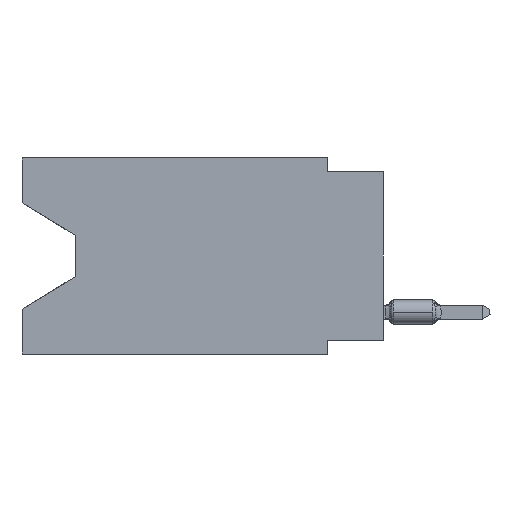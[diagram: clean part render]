
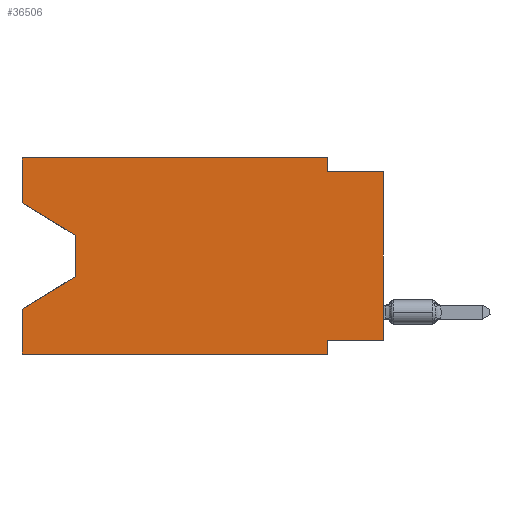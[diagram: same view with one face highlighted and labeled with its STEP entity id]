
A CAD part, left-side view. The second image highlights one B-rep face of the part: STEP entity #36506.
In plain terms, the highlighted planar face has unit normal (-1, 0, 0).
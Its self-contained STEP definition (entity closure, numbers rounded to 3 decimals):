
#442 = CARTESIAN_POINT ( 'NONE',  ( 0., 16.383, 0. ) ) ;
#469 = CARTESIAN_POINT ( 'NONE',  ( 0., 13.97, -5.385 ) ) ;
#496 = VERTEX_POINT ( 'NONE', #17190 ) ;
#1733 = CARTESIAN_POINT ( 'NONE',  ( 0., 0., -0.635 ) ) ;
#2566 = ORIENTED_EDGE ( 'NONE', *, *, #34295, .T. ) ;
#2744 = CARTESIAN_POINT ( 'NONE',  ( 0., 2.54, -0.635 ) ) ;
#2762 = VECTOR ( 'NONE', #4309, 1000. ) ;
#3135 = ORIENTED_EDGE ( 'NONE', *, *, #35715, .F. ) ;
#3351 = VERTEX_POINT ( 'NONE', #25409 ) ;
#3899 = ORIENTED_EDGE ( 'NONE', *, *, #10046, .F. ) ;
#4299 = FACE_OUTER_BOUND ( 'NONE', #25081, .T. ) ;
#4309 = DIRECTION ( 'NONE',  ( 0., 0., -1. ) ) ;
#4732 = LINE ( 'NONE', #29696, #49512 ) ;
#5198 = CARTESIAN_POINT ( 'NONE',  ( 0., 16.383, -8.89 ) ) ;
#5754 = CARTESIAN_POINT ( 'NONE',  ( 0., 2.54, -8.255 ) ) ;
#6787 = CARTESIAN_POINT ( 'NONE',  ( 0., 16.383, -6.852 ) ) ;
#6830 = VECTOR ( 'NONE', #52176, 1000. ) ;
#6988 = ORIENTED_EDGE ( 'NONE', *, *, #23963, .T. ) ;
#10046 = EDGE_CURVE ( 'NONE', #12413, #39719, #10810, .T. ) ;
#10810 = LINE ( 'NONE', #27540, #21086 ) ;
#10915 = AXIS2_PLACEMENT_3D ( 'NONE', #442, #37507, #17709 ) ;
#11474 = CARTESIAN_POINT ( 'NONE',  ( 0., 16.383, 0. ) ) ;
#11603 = VECTOR ( 'NONE', #43341, 1000. ) ;
#12182 = DIRECTION ( 'NONE',  ( 0., 1., 0. ) ) ;
#12413 = VERTEX_POINT ( 'NONE', #13704 ) ;
#13461 = LINE ( 'NONE', #30175, #11603 ) ;
#13704 = CARTESIAN_POINT ( 'NONE',  ( 0., 0., -8.255 ) ) ;
#13961 = VECTOR ( 'NONE', #45897, 1000. ) ;
#14048 = VERTEX_POINT ( 'NONE', #26366 ) ;
#15656 = DIRECTION ( 'NONE',  ( 0., 0., 1. ) ) ;
#15972 = VECTOR ( 'NONE', #23405, 1000. ) ;
#16558 = LINE ( 'NONE', #5198, #17834 ) ;
#17187 = EDGE_CURVE ( 'NONE', #14048, #496, #13461, .T. ) ;
#17190 = CARTESIAN_POINT ( 'NONE',  ( 0., 2.54, 0. ) ) ;
#17709 = DIRECTION ( 'NONE',  ( 0., 0., -1. ) ) ;
#17834 = VECTOR ( 'NONE', #49983, 1000. ) ;
#18375 = EDGE_CURVE ( 'NONE', #25390, #31211, #16558, .T. ) ;
#19183 = DIRECTION ( 'NONE',  ( 0., 0., 1. ) ) ;
#19276 = LINE ( 'NONE', #1733, #15972 ) ;
#20402 = DIRECTION ( 'NONE',  ( 0., 0., -1. ) ) ;
#21086 = VECTOR ( 'NONE', #12182, 1000. ) ;
#21797 = VERTEX_POINT ( 'NONE', #2744 ) ;
#21841 = CARTESIAN_POINT ( 'NONE',  ( 0., 2.54, -8.89 ) ) ;
#21997 = ORIENTED_EDGE ( 'NONE', *, *, #18375, .T. ) ;
#22847 = LINE ( 'NONE', #27220, #6830 ) ;
#23405 = DIRECTION ( 'NONE',  ( 0., -1., 0. ) ) ;
#23709 = LINE ( 'NONE', #44808, #51139 ) ;
#23963 = EDGE_CURVE ( 'NONE', #12413, #28874, #52457, .T. ) ;
#25081 = EDGE_LOOP ( 'NONE', ( #2566, #32326, #41032, #54064, #21997, #37178, #3899, #6988, #26024, #3135, #30875, #52283 ) ) ;
#25390 = VERTEX_POINT ( 'NONE', #35548 ) ;
#25409 = CARTESIAN_POINT ( 'NONE',  ( 0., 13.97, -3.505 ) ) ;
#26024 = ORIENTED_EDGE ( 'NONE', *, *, #51391, .F. ) ;
#26366 = CARTESIAN_POINT ( 'NONE',  ( 0., 16.383, 0. ) ) ;
#27220 = CARTESIAN_POINT ( 'NONE',  ( 0., 16.383, 0. ) ) ;
#27540 = CARTESIAN_POINT ( 'NONE',  ( 0., 0., -8.255 ) ) ;
#27941 = LINE ( 'NONE', #11474, #51024 ) ;
#28364 = DIRECTION ( 'NONE',  ( 0., -0.855, -0.519 ) ) ;
#28813 = CARTESIAN_POINT ( 'NONE',  ( 0., 0., 0. ) ) ;
#28874 = VERTEX_POINT ( 'NONE', #47265 ) ;
#29696 = CARTESIAN_POINT ( 'NONE',  ( 0., 2.54, 0. ) ) ;
#29778 = PLANE ( 'NONE',  #10915 ) ;
#29804 = VERTEX_POINT ( 'NONE', #6787 ) ;
#29878 = CARTESIAN_POINT ( 'NONE',  ( 0., 13.97, -5.385 ) ) ;
#30175 = CARTESIAN_POINT ( 'NONE',  ( 0., 16.383, 0. ) ) ;
#30875 = ORIENTED_EDGE ( 'NONE', *, *, #17187, .F. ) ;
#31211 = VERTEX_POINT ( 'NONE', #21841 ) ;
#32023 = VECTOR ( 'NONE', #15656, 1000. ) ;
#32326 = ORIENTED_EDGE ( 'NONE', *, *, #40784, .T. ) ;
#32449 = EDGE_CURVE ( 'NONE', #43026, #14048, #22847, .T. ) ;
#33021 = LINE ( 'NONE', #48916, #13961 ) ;
#33397 = DIRECTION ( 'NONE',  ( 0., 0.855, -0.519 ) ) ;
#34295 = EDGE_CURVE ( 'NONE', #43026, #3351, #23709, .T. ) ;
#35548 = CARTESIAN_POINT ( 'NONE',  ( 0., 16.383, -8.89 ) ) ;
#35715 = EDGE_CURVE ( 'NONE', #496, #21797, #4732, .T. ) ;
#36506 = ADVANCED_FACE ( 'NONE', ( #4299 ), #29778, .F. ) ;
#37178 = ORIENTED_EDGE ( 'NONE', *, *, #50850, .F. ) ;
#37507 = DIRECTION ( 'NONE',  ( 1., 0., 0. ) ) ;
#38042 = LINE ( 'NONE', #469, #48302 ) ;
#38834 = CARTESIAN_POINT ( 'NONE',  ( 0., 2.54, -8.89 ) ) ;
#39719 = VERTEX_POINT ( 'NONE', #5754 ) ;
#40784 = EDGE_CURVE ( 'NONE', #3351, #43824, #33021, .T. ) ;
#41032 = ORIENTED_EDGE ( 'NONE', *, *, #48950, .T. ) ;
#42683 = LINE ( 'NONE', #38834, #2762 ) ;
#43026 = VERTEX_POINT ( 'NONE', #53801 ) ;
#43341 = DIRECTION ( 'NONE',  ( 0., -1., 0. ) ) ;
#43824 = VERTEX_POINT ( 'NONE', #29878 ) ;
#44808 = CARTESIAN_POINT ( 'NONE',  ( 0., 16.383, -2.038 ) ) ;
#45897 = DIRECTION ( 'NONE',  ( 0., 0., -1. ) ) ;
#46301 = EDGE_CURVE ( 'NONE', #25390, #29804, #27941, .T. ) ;
#47265 = CARTESIAN_POINT ( 'NONE',  ( 0., 0., -0.635 ) ) ;
#48302 = VECTOR ( 'NONE', #33397, 1000. ) ;
#48916 = CARTESIAN_POINT ( 'NONE',  ( 0., 13.97, -3.505 ) ) ;
#48950 = EDGE_CURVE ( 'NONE', #43824, #29804, #38042, .T. ) ;
#49512 = VECTOR ( 'NONE', #20402, 1000. ) ;
#49983 = DIRECTION ( 'NONE',  ( 0., -1., 0. ) ) ;
#50850 = EDGE_CURVE ( 'NONE', #39719, #31211, #42683, .T. ) ;
#51024 = VECTOR ( 'NONE', #19183, 1000. ) ;
#51139 = VECTOR ( 'NONE', #28364, 1000. ) ;
#51391 = EDGE_CURVE ( 'NONE', #21797, #28874, #19276, .T. ) ;
#52176 = DIRECTION ( 'NONE',  ( 0., 0., 1. ) ) ;
#52283 = ORIENTED_EDGE ( 'NONE', *, *, #32449, .F. ) ;
#52457 = LINE ( 'NONE', #28813, #32023 ) ;
#53801 = CARTESIAN_POINT ( 'NONE',  ( 0., 16.383, -2.038 ) ) ;
#54064 = ORIENTED_EDGE ( 'NONE', *, *, #46301, .F. ) ;
